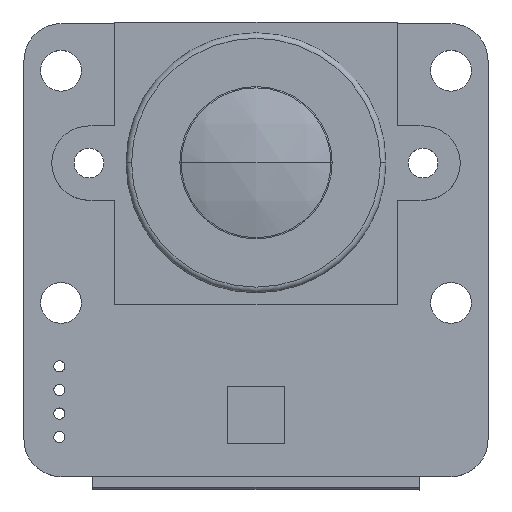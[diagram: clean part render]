
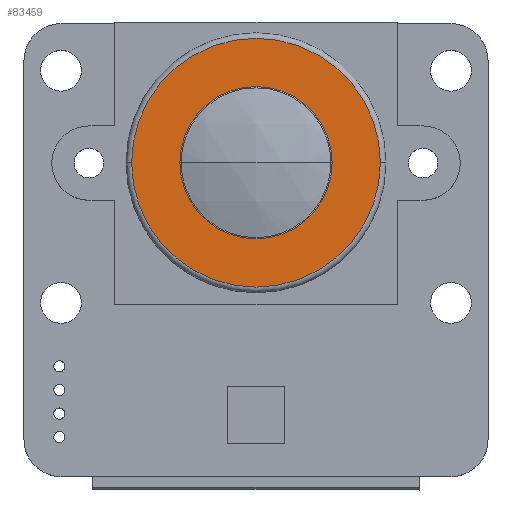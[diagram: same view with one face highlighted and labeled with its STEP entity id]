
A CAD part, top view. The second image highlights one B-rep face of the part: STEP entity #83459.
In plain terms, the highlighted planar face has unit normal (0, 0, 1).
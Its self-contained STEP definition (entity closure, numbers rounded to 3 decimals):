
#431 = EDGE_CURVE ( 'NONE', #79965, #104322, #43766, .T. ) ;
#2128 = CARTESIAN_POINT ( 'NONE',  ( 0., 0., 15. ) ) ;
#4128 = PLANE ( 'NONE',  #16548 ) ;
#6780 = AXIS2_PLACEMENT_3D ( 'NONE', #52583, #12470, #19388 ) ;
#7180 = AXIS2_PLACEMENT_3D ( 'NONE', #2128, #34302, #26403 ) ;
#12470 = DIRECTION ( 'NONE',  ( 0., 0., 1. ) ) ;
#15971 = ORIENTED_EDGE ( 'NONE', *, *, #78919, .F. ) ;
#16548 = AXIS2_PLACEMENT_3D ( 'NONE', #93386, #21007, #101746 ) ;
#19388 = DIRECTION ( 'NONE',  ( 1., 0., 0. ) ) ;
#20037 = ORIENTED_EDGE ( 'NONE', *, *, #431, .T. ) ;
#21007 = DIRECTION ( 'NONE',  ( 0., 0., 1. ) ) ;
#21528 = FACE_OUTER_BOUND ( 'NONE', #54587, .T. ) ;
#23111 = VERTEX_POINT ( 'NONE', #67643 ) ;
#25319 = CARTESIAN_POINT ( 'NONE',  ( 0., 0., 15. ) ) ;
#26403 = DIRECTION ( 'NONE',  ( 1., 0., 0. ) ) ;
#33369 = EDGE_CURVE ( 'NONE', #104322, #79965, #66818, .T. ) ;
#34302 = DIRECTION ( 'NONE',  ( 0., 0., 1. ) ) ;
#38458 = EDGE_LOOP ( 'NONE', ( #81480, #15971 ) ) ;
#43766 = CIRCLE ( 'NONE', #6780, 6.7 ) ;
#47685 = AXIS2_PLACEMENT_3D ( 'NONE', #100658, #68955, #91271 ) ;
#49561 = DIRECTION ( 'NONE',  ( 1., 0., 0. ) ) ;
#52583 = CARTESIAN_POINT ( 'NONE',  ( 0., 0., 15. ) ) ;
#54587 = EDGE_LOOP ( 'NONE', ( #101720, #20037 ) ) ;
#57824 = CIRCLE ( 'NONE', #47685, 4.1 ) ;
#61136 = FACE_BOUND ( 'NONE', #38458, .T. ) ;
#61430 = CARTESIAN_POINT ( 'NONE',  ( 6.7, 0., 15. ) ) ;
#65152 = AXIS2_PLACEMENT_3D ( 'NONE', #25319, #79770, #49561 ) ;
#66818 = CIRCLE ( 'NONE', #65152, 6.7 ) ;
#67643 = CARTESIAN_POINT ( 'NONE',  ( 4.1, 0., 15. ) ) ;
#67850 = VERTEX_POINT ( 'NONE', #84856 ) ;
#68955 = DIRECTION ( 'NONE',  ( 0., 0., 1. ) ) ;
#78543 = EDGE_CURVE ( 'NONE', #23111, #67850, #91562, .T. ) ;
#78919 = EDGE_CURVE ( 'NONE', #67850, #23111, #57824, .T. ) ;
#79770 = DIRECTION ( 'NONE',  ( 0., 0., 1. ) ) ;
#79965 = VERTEX_POINT ( 'NONE', #81148 ) ;
#81148 = CARTESIAN_POINT ( 'NONE',  ( -6.7, 0., 15. ) ) ;
#81480 = ORIENTED_EDGE ( 'NONE', *, *, #78543, .F. ) ;
#83459 = ADVANCED_FACE ( 'NONE', ( #61136, #21528 ), #4128, .T. ) ;
#84856 = CARTESIAN_POINT ( 'NONE',  ( -4.1, 0., 15. ) ) ;
#91271 = DIRECTION ( 'NONE',  ( 1., 0., 0. ) ) ;
#91562 = CIRCLE ( 'NONE', #7180, 4.1 ) ;
#93386 = CARTESIAN_POINT ( 'NONE',  ( 0., 0., 15. ) ) ;
#100658 = CARTESIAN_POINT ( 'NONE',  ( 0., 0., 15. ) ) ;
#101720 = ORIENTED_EDGE ( 'NONE', *, *, #33369, .T. ) ;
#101746 = DIRECTION ( 'NONE',  ( 1., 0., 0. ) ) ;
#104322 = VERTEX_POINT ( 'NONE', #61430 ) ;
